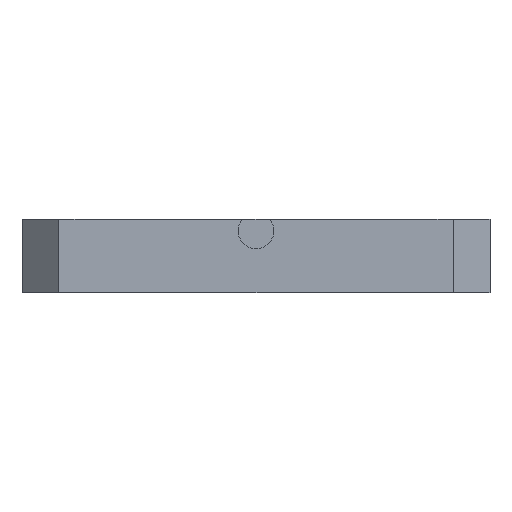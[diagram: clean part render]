
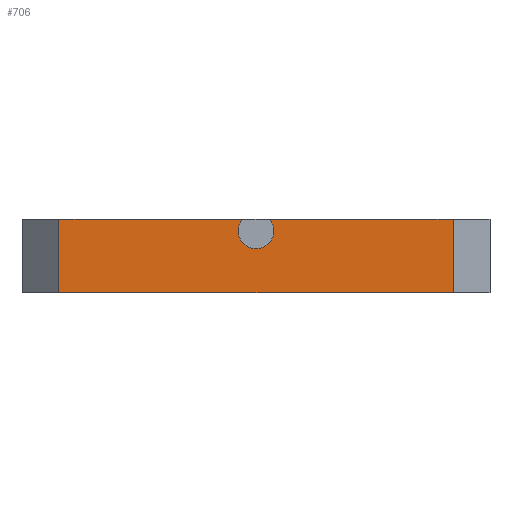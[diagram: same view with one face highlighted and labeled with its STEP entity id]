
A CAD part, left-side view. The second image highlights one B-rep face of the part: STEP entity #706.
In plain terms, the highlighted planar face has unit normal (-1, 0, 0).
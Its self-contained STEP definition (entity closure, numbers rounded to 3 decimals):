
#34=PLANE('',#769);
#60=FACE_OUTER_BOUND('',#95,.T.);
#95=EDGE_LOOP('',(#528,#529,#530,#531,#532,#533));
#153=LINE('',#1080,#229);
#156=LINE('',#1086,#232);
#157=LINE('',#1090,#233);
#158=LINE('',#1092,#234);
#159=LINE('',#1093,#235);
#229=VECTOR('',#876,10.);
#232=VECTOR('',#881,10.);
#233=VECTOR('',#884,10.);
#234=VECTOR('',#885,10.);
#235=VECTOR('',#886,10.);
#289=CIRCLE('',#770,1.45);
#330=VERTEX_POINT('',#1077);
#331=VERTEX_POINT('',#1079);
#333=VERTEX_POINT('',#1085);
#334=VERTEX_POINT('',#1087);
#335=VERTEX_POINT('',#1089);
#336=VERTEX_POINT('',#1091);
#407=EDGE_CURVE('',#330,#331,#153,.T.);
#410=EDGE_CURVE('',#333,#330,#156,.T.);
#411=EDGE_CURVE('',#333,#334,#289,.T.);
#412=EDGE_CURVE('',#335,#334,#157,.T.);
#413=EDGE_CURVE('',#336,#335,#158,.T.);
#414=EDGE_CURVE('',#336,#331,#159,.T.);
#528=ORIENTED_EDGE('',*,*,#407,.F.);
#529=ORIENTED_EDGE('',*,*,#410,.F.);
#530=ORIENTED_EDGE('',*,*,#411,.T.);
#531=ORIENTED_EDGE('',*,*,#412,.F.);
#532=ORIENTED_EDGE('',*,*,#413,.F.);
#533=ORIENTED_EDGE('',*,*,#414,.T.);
#706=ADVANCED_FACE('',(#60),#34,.T.);
#769=AXIS2_PLACEMENT_3D('',#1084,#879,#880);
#770=AXIS2_PLACEMENT_3D('',#1088,#882,#883);
#876=DIRECTION('',(0.,0.,-1.));
#879=DIRECTION('center_axis',(-1.,0.,0.));
#880=DIRECTION('ref_axis',(0.,-1.,0.));
#881=DIRECTION('',(0.,-1.,0.));
#882=DIRECTION('center_axis',(1.,0.,0.));
#883=DIRECTION('ref_axis',(0.,-1.,0.));
#884=DIRECTION('',(0.,-1.,0.));
#885=DIRECTION('',(0.,0.,1.));
#886=DIRECTION('',(0.,-1.,0.));
#1077=CARTESIAN_POINT('',(-42.071,-16.,8.));
#1079=CARTESIAN_POINT('',(-42.071,-16.,2.));
#1080=CARTESIAN_POINT('',(-42.071,-16.,2.));
#1084=CARTESIAN_POINT('Origin',(-42.071,19.,2.));
#1085=CARTESIAN_POINT('',(-42.071,-1.091,8.));
#1086=CARTESIAN_POINT('',(-42.071,19.,8.));
#1087=CARTESIAN_POINT('',(-42.071,1.091,8.));
#1088=CARTESIAN_POINT('Origin',(-42.071,0.,
7.045));
#1089=CARTESIAN_POINT('',(-42.071,16.,8.));
#1090=CARTESIAN_POINT('',(-42.071,19.,8.));
#1091=CARTESIAN_POINT('',(-42.071,16.,2.));
#1092=CARTESIAN_POINT('',(-42.071,16.,2.));
#1093=CARTESIAN_POINT('',(-42.071,19.,2.));
